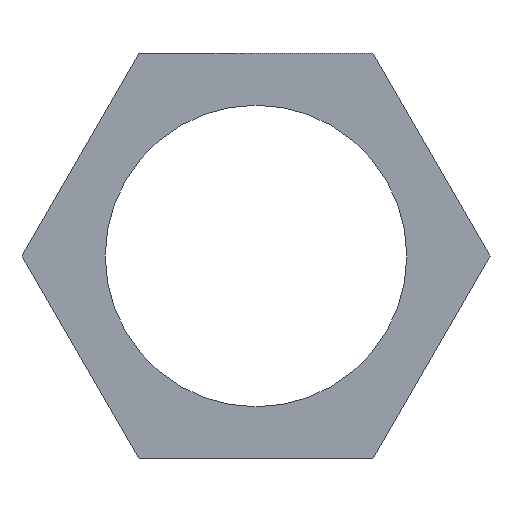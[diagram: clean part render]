
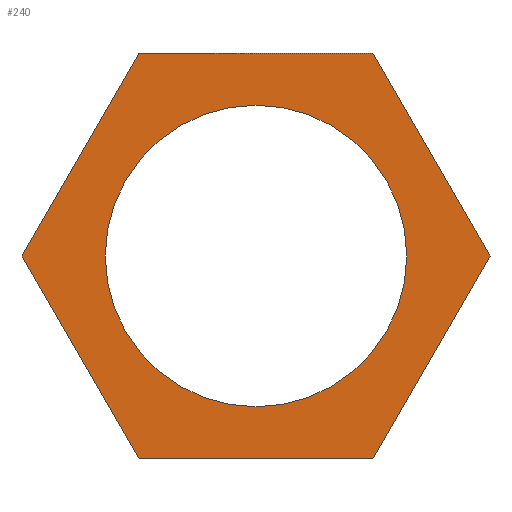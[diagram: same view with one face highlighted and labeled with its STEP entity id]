
A CAD part, front view. The second image highlights one B-rep face of the part: STEP entity #240.
In plain terms, the highlighted planar face has unit normal (0, -1, 0).
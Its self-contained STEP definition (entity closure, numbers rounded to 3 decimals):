
#3 = VERTEX_POINT ( 'NONE', #213 ) ;
#5 = ORIENTED_EDGE ( 'NONE', *, *, #250, .F. ) ;
#7 = DIRECTION ( 'NONE',  ( 0., 1., 0. ) ) ;
#8 = VECTOR ( 'NONE', #141, 1000. ) ;
#10 = LINE ( 'NONE', #88, #289 ) ;
#25 = VERTEX_POINT ( 'NONE', #309 ) ;
#27 = DIRECTION ( 'NONE',  ( -0.5, 0., -0.866 ) ) ;
#28 = EDGE_LOOP ( 'NONE', ( #193, #103 ) ) ;
#32 = VERTEX_POINT ( 'NONE', #237 ) ;
#34 = DIRECTION ( 'NONE',  ( -1., 0., 0. ) ) ;
#35 = LINE ( 'NONE', #162, #168 ) ;
#36 = DIRECTION ( 'NONE',  ( 0., 1., 0. ) ) ;
#37 = EDGE_CURVE ( 'NONE', #288, #25, #123, .T. ) ;
#43 = EDGE_CURVE ( 'NONE', #3, #202, #10, .T. ) ;
#45 = CARTESIAN_POINT ( 'NONE',  ( 0., -3.5, 15.25 ) ) ;
#47 = PLANE ( 'NONE',  #239 ) ;
#49 = CIRCLE ( 'NONE', #90, 15.25 ) ;
#52 = DIRECTION ( 'NONE',  ( 0., 1., 0. ) ) ;
#55 = EDGE_CURVE ( 'NONE', #306, #3, #35, .T. ) ;
#62 = EDGE_CURVE ( 'NONE', #303, #129, #107, .T. ) ;
#78 = FACE_BOUND ( 'NONE', #28, .T. ) ;
#86 = ORIENTED_EDGE ( 'NONE', *, *, #62, .F. ) ;
#88 = CARTESIAN_POINT ( 'NONE',  ( 11.836, -3.5, 20.5 ) ) ;
#90 = AXIS2_PLACEMENT_3D ( 'NONE', #245, #36, #138 ) ;
#95 = VECTOR ( 'NONE', #27, 1000. ) ;
#103 = ORIENTED_EDGE ( 'NONE', *, *, #120, .T. ) ;
#107 = LINE ( 'NONE', #312, #195 ) ;
#108 = EDGE_CURVE ( 'NONE', #129, #32, #323, .T. ) ;
#114 = DIRECTION ( 'NONE',  ( 0.5, 0., 0.866 ) ) ;
#120 = EDGE_CURVE ( 'NONE', #25, #288, #49, .T. ) ;
#123 = CIRCLE ( 'NONE', #304, 15.25 ) ;
#129 = VERTEX_POINT ( 'NONE', #220 ) ;
#130 = VECTOR ( 'NONE', #114, 1000. ) ;
#132 = DIRECTION ( 'NONE',  ( 1., 0., 0. ) ) ;
#135 = DIRECTION ( 'NONE',  ( 0., 0., 1. ) ) ;
#138 = DIRECTION ( 'NONE',  ( 0., 0., 1. ) ) ;
#141 = DIRECTION ( 'NONE',  ( -0.5, 0., 0.866 ) ) ;
#152 = CARTESIAN_POINT ( 'NONE',  ( -11.836, -3.5, 20.5 ) ) ;
#155 = FACE_OUTER_BOUND ( 'NONE', #238, .T. ) ;
#162 = CARTESIAN_POINT ( 'NONE',  ( -11.836, -3.5, 20.5 ) ) ;
#168 = VECTOR ( 'NONE', #132, 1000. ) ;
#169 = EDGE_CURVE ( 'NONE', #32, #306, #262, .T. ) ;
#172 = CARTESIAN_POINT ( 'NONE',  ( -11.836, -3.5, -20.5 ) ) ;
#179 = CARTESIAN_POINT ( 'NONE',  ( 23.671, -3.5, 0. ) ) ;
#191 = ORIENTED_EDGE ( 'NONE', *, *, #43, .F. ) ;
#192 = ORIENTED_EDGE ( 'NONE', *, *, #55, .F. ) ;
#193 = ORIENTED_EDGE ( 'NONE', *, *, #37, .T. ) ;
#195 = VECTOR ( 'NONE', #34, 1000. ) ;
#202 = VERTEX_POINT ( 'NONE', #179 ) ;
#211 = ORIENTED_EDGE ( 'NONE', *, *, #108, .F. ) ;
#213 = CARTESIAN_POINT ( 'NONE',  ( 11.836, -3.5, 20.5 ) ) ;
#220 = CARTESIAN_POINT ( 'NONE',  ( -11.836, -3.5, -20.5 ) ) ;
#228 = DIRECTION ( 'NONE',  ( 0., 0., 1. ) ) ;
#237 = CARTESIAN_POINT ( 'NONE',  ( -23.671, -3.5, 0. ) ) ;
#238 = EDGE_LOOP ( 'NONE', ( #211, #86, #5, #191, #192, #269 ) ) ;
#239 = AXIS2_PLACEMENT_3D ( 'NONE', #248, #52, #228 ) ;
#240 = ADVANCED_FACE ( 'NONE', ( #78, #155 ), #47, .F. ) ;
#241 = DIRECTION ( 'NONE',  ( 0.5, 0., -0.866 ) ) ;
#243 = CARTESIAN_POINT ( 'NONE',  ( -23.671, -3.5, 0. ) ) ;
#245 = CARTESIAN_POINT ( 'NONE',  ( 0., -3.5, 0. ) ) ;
#248 = CARTESIAN_POINT ( 'NONE',  ( 0., -3.5, 0. ) ) ;
#250 = EDGE_CURVE ( 'NONE', #202, #303, #325, .T. ) ;
#253 = CARTESIAN_POINT ( 'NONE',  ( 23.671, -3.5, 0. ) ) ;
#261 = CARTESIAN_POINT ( 'NONE',  ( 0., -3.5, 0. ) ) ;
#262 = LINE ( 'NONE', #243, #130 ) ;
#269 = ORIENTED_EDGE ( 'NONE', *, *, #169, .F. ) ;
#288 = VERTEX_POINT ( 'NONE', #45 ) ;
#289 = VECTOR ( 'NONE', #241, 1000. ) ;
#301 = CARTESIAN_POINT ( 'NONE',  ( 11.836, -3.5, -20.5 ) ) ;
#303 = VERTEX_POINT ( 'NONE', #301 ) ;
#304 = AXIS2_PLACEMENT_3D ( 'NONE', #261, #7, #135 ) ;
#306 = VERTEX_POINT ( 'NONE', #152 ) ;
#309 = CARTESIAN_POINT ( 'NONE',  ( 0., -3.5, -15.25 ) ) ;
#312 = CARTESIAN_POINT ( 'NONE',  ( 11.836, -3.5, -20.5 ) ) ;
#323 = LINE ( 'NONE', #172, #8 ) ;
#325 = LINE ( 'NONE', #253, #95 ) ;
